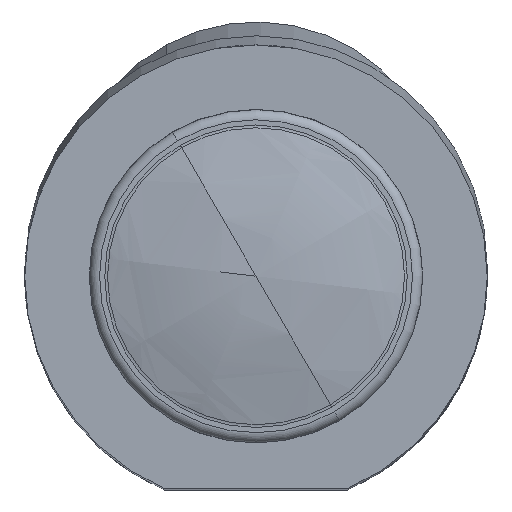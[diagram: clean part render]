
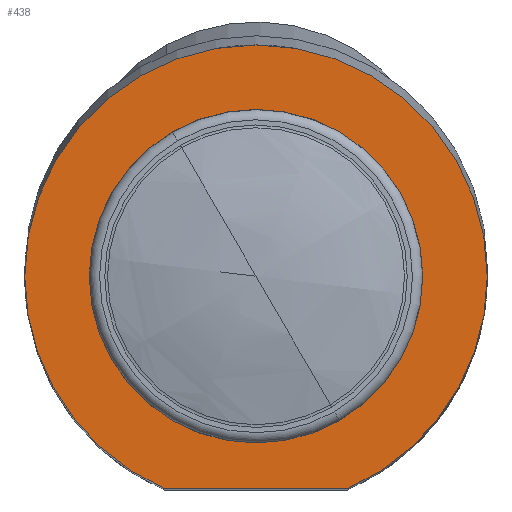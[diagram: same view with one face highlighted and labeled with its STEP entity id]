
A CAD part, top view. The second image highlights one B-rep face of the part: STEP entity #438.
In plain terms, the highlighted planar face has unit normal (0, 0, 1).
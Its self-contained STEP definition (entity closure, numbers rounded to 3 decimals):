
#190 = EDGE_CURVE ( 'NONE', #191, #410, #1532, .T. ) ;
#191 = VERTEX_POINT ( 'NONE', #1527 ) ;
#347 = EDGE_CURVE ( 'NONE', #474, #348, #2294, .T. ) ;
#348 = VERTEX_POINT ( 'NONE', #2337 ) ;
#376 = EDGE_CURVE ( 'NONE', #377, #191, #2401, .T. ) ;
#377 = VERTEX_POINT ( 'NONE', #2390 ) ;
#384 = ORIENTED_EDGE ( 'NONE', *, *, #385, .F. ) ;
#385 = EDGE_CURVE ( 'NONE', #377, #386, #2416, .T. ) ;
#386 = VERTEX_POINT ( 'NONE', #2412 ) ;
#387 = ORIENTED_EDGE ( 'NONE', *, *, #376, .T. ) ;
#388 = ORIENTED_EDGE ( 'NONE', *, *, #190, .T. ) ;
#389 = ORIENTED_EDGE ( 'NONE', *, *, #390, .T. ) ;
#390 = EDGE_CURVE ( 'NONE', #410, #386, #2411, .T. ) ;
#391 = EDGE_LOOP ( 'NONE', ( #392, #394 ) ) ;
#392 = ORIENTED_EDGE ( 'NONE', *, *, #393, .F. ) ;
#393 = EDGE_CURVE ( 'NONE', #348, #474, #2441, .T. ) ;
#394 = ORIENTED_EDGE ( 'NONE', *, *, #347, .F. ) ;
#410 = VERTEX_POINT ( 'NONE', #2645 ) ;
#438 = ADVANCED_FACE ( 'NONE', ( #2599, #2598 ), #2526, .T. ) ;
#439 = EDGE_LOOP ( 'NONE', ( #384, #387, #388, #389 ) ) ;
#474 = VERTEX_POINT ( 'NONE', #2663 ) ;
#1527 = CARTESIAN_POINT ( 'NONE',  ( 4.508, 0., 0. ) ) ;
#1528 = DIRECTION ( 'NONE',  ( 1., 0., 0. ) ) ;
#1529 = DIRECTION ( 'NONE',  ( 0., 0., 1. ) ) ;
#1530 = CARTESIAN_POINT ( 'NONE',  ( 0., 0., 0. ) ) ;
#1531 = AXIS2_PLACEMENT_3D ( 'NONE', #1530, #1529, #1528 ) ;
#1532 = CIRCLE ( 'NONE', #1531, 4.508 ) ;
#2294 = CIRCLE ( 'NONE', #2341, 3.251 ) ;
#2337 = CARTESIAN_POINT ( 'NONE',  ( 3.251, 0., 0. ) ) ;
#2338 = DIRECTION ( 'NONE',  ( 1., 0., 0. ) ) ;
#2339 = DIRECTION ( 'NONE',  ( 0., 0., 1. ) ) ;
#2340 = CARTESIAN_POINT ( 'NONE',  ( 0., 0., 0. ) ) ;
#2341 = AXIS2_PLACEMENT_3D ( 'NONE', #2340, #2339, #2338 ) ;
#2390 = CARTESIAN_POINT ( 'NONE',  ( 1.785, -4.14, 0. ) ) ;
#2391 = DIRECTION ( 'NONE',  ( 1., 0., 0. ) ) ;
#2392 = DIRECTION ( 'NONE',  ( 0., 0., 1. ) ) ;
#2393 = CARTESIAN_POINT ( 'NONE',  ( 0., 0., 0. ) ) ;
#2394 = AXIS2_PLACEMENT_3D ( 'NONE', #2393, #2392, #2391 ) ;
#2401 = CIRCLE ( 'NONE', #2394, 4.508 ) ;
#2407 = DIRECTION ( 'NONE',  ( 1., 0., 0. ) ) ;
#2408 = DIRECTION ( 'NONE',  ( 0., 0., 1. ) ) ;
#2409 = CARTESIAN_POINT ( 'NONE',  ( 0., 0., 0. ) ) ;
#2410 = AXIS2_PLACEMENT_3D ( 'NONE', #2409, #2408, #2407 ) ;
#2411 = CIRCLE ( 'NONE', #2410, 4.508 ) ;
#2412 = CARTESIAN_POINT ( 'NONE',  ( -1.785, -4.14, 0. ) ) ;
#2413 = DIRECTION ( 'NONE',  ( -1., 0., 0. ) ) ;
#2414 = VECTOR ( 'NONE', #2413, 1000. ) ;
#2415 = CARTESIAN_POINT ( 'NONE',  ( 0., -4.14, 0. ) ) ;
#2416 = LINE ( 'NONE', #2415, #2414 ) ;
#2437 = DIRECTION ( 'NONE',  ( 1., 0., 0. ) ) ;
#2438 = DIRECTION ( 'NONE',  ( 0., 0., 1. ) ) ;
#2439 = CARTESIAN_POINT ( 'NONE',  ( 0., 0., 0. ) ) ;
#2440 = AXIS2_PLACEMENT_3D ( 'NONE', #2439, #2438, #2437 ) ;
#2441 = CIRCLE ( 'NONE', #2440, 3.251 ) ;
#2522 = DIRECTION ( 'NONE',  ( 1., 0., 0. ) ) ;
#2523 = DIRECTION ( 'NONE',  ( 0., 0., 1. ) ) ;
#2524 = CARTESIAN_POINT ( 'NONE',  ( 0., 0., 0. ) ) ;
#2525 = AXIS2_PLACEMENT_3D ( 'NONE', #2524, #2523, #2522 ) ;
#2526 = PLANE ( 'NONE',  #2525 ) ;
#2598 = FACE_BOUND ( 'NONE', #391, .T. ) ;
#2599 = FACE_OUTER_BOUND ( 'NONE', #439, .T. ) ;
#2645 = CARTESIAN_POINT ( 'NONE',  ( -4.508, 0., 0. ) ) ;
#2663 = CARTESIAN_POINT ( 'NONE',  ( -3.251, 0., 0. ) ) ;
